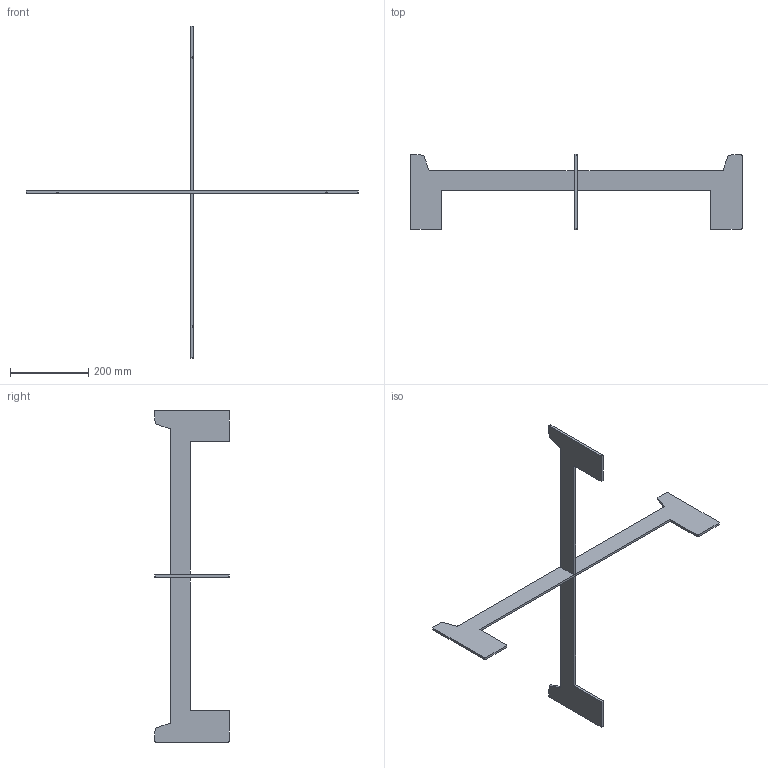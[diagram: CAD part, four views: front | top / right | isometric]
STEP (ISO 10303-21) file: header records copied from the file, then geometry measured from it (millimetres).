
FILE_DESCRIPTION (( 'STEP AP214' ), '1' );
FILE_NAME ('BORC BRC2 Feet.STEP', '2017-03-16T07:50:36', ( '' ), ( '' ), 'SwSTEP 2.0', 'SolidWorks 2017', '' );
FILE_SCHEMA (( 'AUTOMOTIVE_DESIGN' ));
Length unit declared in the file: millimetre
Products named in the file (3): BORC BRC2 Feet; BORC BRC2 1150-leg 1; BORC BRC2 1150-leg 2
Assembly tree (2 placements, depth 2):
  BORC BRC2 Feet
    BORC BRC2 1150-leg 1
    BORC BRC2 1150-leg 2
Bounding box: 850 x 191.15 x 850 mm (x, y, z)
Volume: 740952.3 mm3; surface area: 275530 mm2
Topology: 2 solids, 2 shells, 64 faces, 180 edges, 120 vertices
Faces by surface type: plane 36, cylinder 28
Entity records: 2190 total; most frequent: DIRECTION 374, CARTESIAN_POINT 369, ORIENTED_EDGE 360, EDGE_CURVE 180, AXIS2_PLACEMENT_3D 125, VECTOR 124, LINE 124, VERTEX_POINT 120
